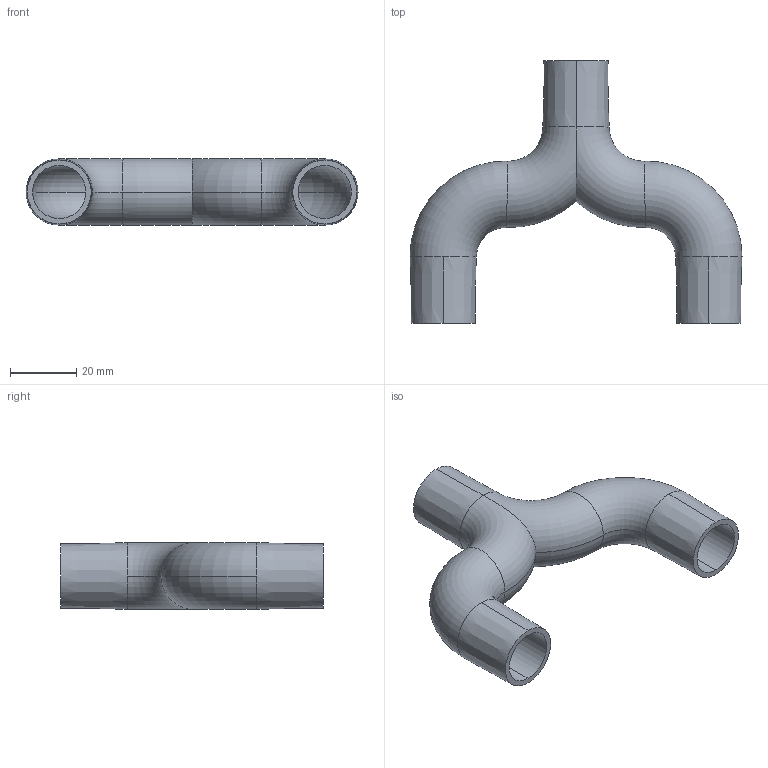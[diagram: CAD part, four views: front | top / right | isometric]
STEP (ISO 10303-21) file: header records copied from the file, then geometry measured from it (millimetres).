
FILE_DESCRIPTION (( 'STEP AP203' ), '1' );
FILE_NAME ('2way_splitter_BQ_SW-2018.STEP', '2020-04-23T21:11:12', ( '' ), ( '' ), 'SwSTEP 2.0', 'SolidWorks 2018', '' );
FILE_SCHEMA (( 'CONFIG_CONTROL_DESIGN' ));
Length unit declared in the file: millimetre
Products named in the file (2): 2way_splitter_BQ_SW-2018
Bounding box: 100 x 79.14 x 20 mm (x, y, z)
Volume: 18298.6 mm3; surface area: 19149.2 mm2
Topology: 1 solids, 1 shells, 31 faces, 76 edges, 46 vertices
Faces by surface type: torus 16, cylinder 6, cone 6, plane 3
Entity records: 1205 total; most frequent: CARTESIAN_POINT 267, DIRECTION 198, ORIENTED_EDGE 152, AXIS2_PLACEMENT_3D 93, EDGE_CURVE 76, CIRCLE 60, VERTEX_POINT 46, EDGE_LOOP 34
